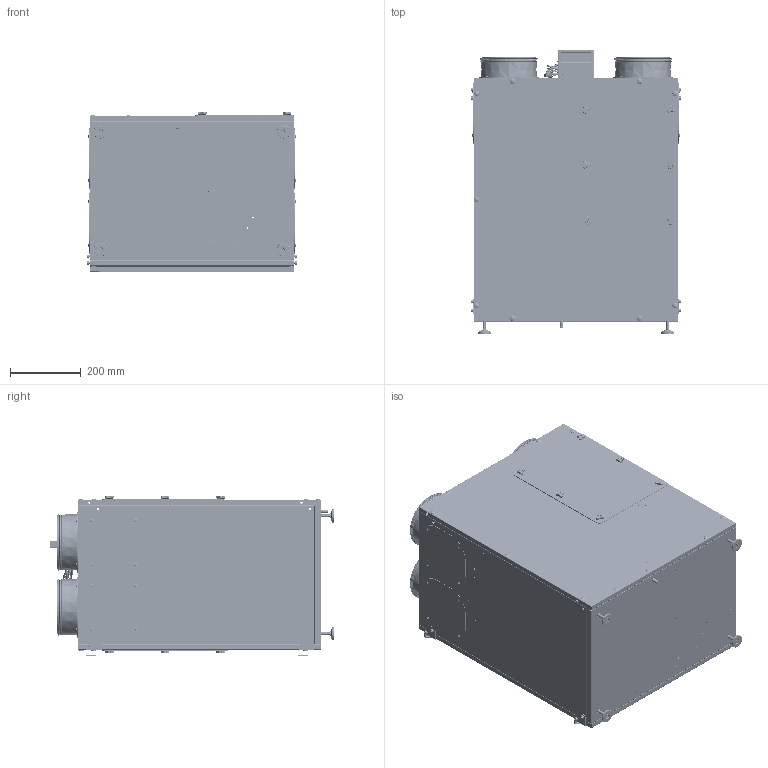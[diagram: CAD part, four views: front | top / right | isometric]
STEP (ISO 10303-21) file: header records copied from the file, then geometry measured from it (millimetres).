
FILE_DESCRIPTION (( 'STEP AP214' ), '1' );
FILE_NAME ('HOME 27 STEP.STEP', '2020-04-14T12:36:29', ( '' ), ( '' ), 'SwSTEP 2.0', 'SolidWorks 2018', '' );
FILE_SCHEMA (( 'AUTOMOTIVE_DESIGN' ));
Length unit declared in the file: millimetre
Products named in the file (44): cable Multi Socket+; 860-04-29-G10-27-04-00-044; taze hava emiþ ; 125-120-0000; kontrol paneli; 450-04-29-G08-27-04-00-001; 450-04-29-G08-27-04-00-012; 404-K29-27-04-00-012; 404-K29-27-04-00-003; countersunk raised head cross recess screw_iso_ISO 7047 - M4 x 12 - Z - 12N; 460-04-29-G08-27-04-00-048; pop percin ; m6 6 köþe perçin somun; 450-04-29-G08-27-04-00-002; 860-04-29-G10-27-04-00-043; 850-EKP-00-117 ; 450-04-29-G08-27-04-00-024; drenaj etiket; 404-K29-27-04-00-010; 450-04-29-G15-27-04-00-010; 404-K29-27-04-00-002; FILTRE KAPAK CONTASI 3 mm ; 450-04-29-G08-27-04-00-030; m10 6 köþe perçin somun; egzoz atýþ; 450-04-29-G08-27-04-00-004; 404-K29-27-04-00-001; HOME 27 STEP; pan head cross recess screw_iso_ISO 7045 - M4 x 5 - Z - 5N; PE_PG13.5; mahal emiþ; 450-04-29-G08-27-04-00-003; FILTRE KAPAK CONTASI 280x355x3 mm ; socket head cap screw_iso_ISO 4762 M6 x 10 - 10N; 450-04-29-G08-27-04-00-031; 125-TAKOZ-M8-1; 126-10022; 460-04-29-G08-27-04-00-041; mahal üfleme ; 450-04-29-G08-27-04-00-033 ...
Assembly tree (160 placements, depth 3):
  HOME 27 STEP
    404-K29-27-04-00-001
      450-04-29-G08-27-04-00-001
      450-04-29-G08-27-04-00-002
      450-04-29-G08-27-04-00-030
      460-04-29-G08-27-04-00-041
      450-04-29-G08-27-04-00-031
      450-04-29-G08-27-04-00-033
      450-04-29-G08-27-04-00-024
      460-04-29-G08-27-04-00-048  x2
      125-TAKOZ-M8-1  x4
      mahal üfleme 
      egzoz atýþ
      mahal emiþ
      taze hava emiþ 
      kontrol paneli
      m6 6 köþe perçin somun  x8
      pop percin   x19
      cable Multi Socket+
      125-120-0000  x4
      124-000-0300-0160  x4
      pan head cross recess screw_iso_ISO 7045 - M4 x 5 - Z - 5N  x16
      PE_PG13.5  x2
    404-K29-27-04-00-002
      450-04-29-G08-27-04-00-003
      450-04-29-G15-27-04-00-010  x2
      860-04-29-G10-27-04-00-044
      126-10022  x9
      m6 6 köþe perçin somun  x6
      socket head cap screw_iso_ISO 4762 M6 x 10 - 10N  x8
      130-07-006-014  x6
      FILTRE KAPAK CONTASI 280x355x3 mm 
    404-K29-27-04-00-003
      450-04-29-G08-27-04-00-004
      860-04-29-G10-27-04-00-044
      125-TAPA-0000  x9
      socket head cap screw_iso_ISO 4762 M6 x 10 - 10N  x10
      m6 6 köþe perçin somun  x8
      drenaj etiket
      filter symbol
      FILTRE KAPAK CONTASI 3 mm 
      130-07-006-014  x6
    404-K29-27-04-00-010
      450-04-29-G08-27-04-00-012
      m10 6 köþe perçin somun
      850-EKP-00-117 
    404-K29-27-04-00-012  x4
      860-04-29-G10-27-04-00-043
      countersunk raised head cross recess screw_iso_ISO 7047 - M4 x 12 - Z - 12N
Bounding box: 597 x 806 x 453 mm (x, y, z)
Volume: 3297020.8 mm3; surface area: 5980294.4 mm2
Topology: 210 solids, 210 shells, 7890 faces, 19603 edges, 12277 vertices
Faces by surface type: plane 3898, cylinder 2050, torus 673, cone 662, bspline 513, sphere 94
Entity records: 144516 total; most frequent: CARTESIAN_POINT 37080, ORIENTED_EDGE 20618, DIRECTION 20228, EDGE_CURVE 10309, LINE 6902, VECTOR 6902, AXIS2_PLACEMENT_3D 6663, VERTEX_POINT 6586
